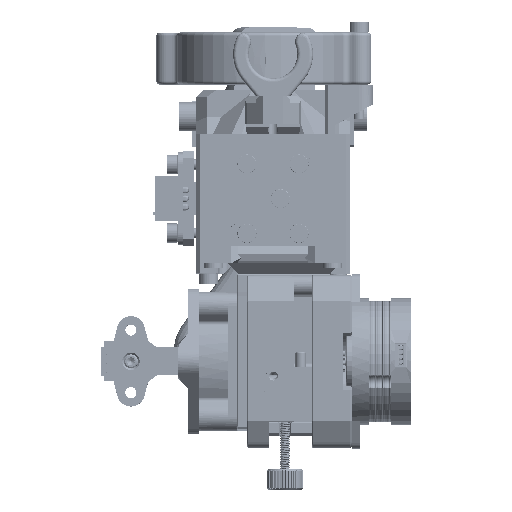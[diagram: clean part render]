
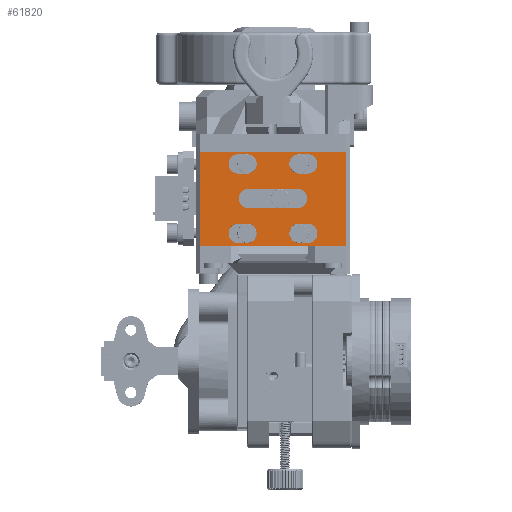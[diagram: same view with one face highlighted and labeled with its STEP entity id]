
A CAD part, top view. The second image highlights one B-rep face of the part: STEP entity #61820.
In plain terms, the highlighted planar face has unit normal (0, 0, 1).
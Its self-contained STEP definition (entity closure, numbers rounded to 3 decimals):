
#1372=FACE_BOUND('',#12953,.T.);
#1373=FACE_BOUND('',#12954,.T.);
#1374=FACE_BOUND('',#12955,.T.);
#1375=FACE_BOUND('',#12956,.T.);
#1376=FACE_BOUND('',#12957,.T.);
#1959=CIRCLE('',#66367,2.8);
#1960=CIRCLE('',#66368,2.8);
#1961=CIRCLE('',#66369,2.8);
#1962=CIRCLE('',#66370,2.8);
#1963=CIRCLE('',#66371,2.8);
#1964=CIRCLE('',#66372,2.8);
#1965=CIRCLE('',#66373,2.8);
#1966=CIRCLE('',#66374,2.8);
#1967=CIRCLE('',#66375,2.8);
#1968=CIRCLE('',#66376,2.8);
#9268=FACE_OUTER_BOUND('',#12952,.T.);
#12952=EDGE_LOOP('',(#42041,#42042,#42043,#42044));
#12953=EDGE_LOOP('',(#42045,#42046,#42047,#42048));
#12954=EDGE_LOOP('',(#42049,#42050,#42051,#42052));
#12955=EDGE_LOOP('',(#42053,#42054,#42055,#42056));
#12956=EDGE_LOOP('',(#42057,#42058,#42059,#42060));
#12957=EDGE_LOOP('',(#42061,#42062,#42063,#42064));
#16998=LINE('',#102997,#21570);
#16999=LINE('',#102999,#21571);
#17000=LINE('',#103001,#21572);
#17001=LINE('',#103002,#21573);
#17002=LINE('',#103005,#21574);
#17003=LINE('',#103009,#21575);
#17004=LINE('',#103015,#21576);
#17005=LINE('',#103018,#21577);
#17006=LINE('',#103023,#21578);
#17007=LINE('',#103026,#21579);
#17008=LINE('',#103029,#21580);
#17009=LINE('',#103033,#21581);
#17010=LINE('',#103039,#21582);
#17011=LINE('',#103042,#21583);
#21570=VECTOR('',#73405,42.1);
#21571=VECTOR('',#73406,27.);
#21572=VECTOR('',#73407,42.1);
#21573=VECTOR('',#73408,27.);
#21574=VECTOR('',#73409,2.5);
#21575=VECTOR('',#73412,2.5);
#21576=VECTOR('',#73417,2.5);
#21577=VECTOR('',#73420,2.5);
#21578=VECTOR('',#73423,14.1);
#21579=VECTOR('',#73426,14.1);
#21580=VECTOR('',#73427,2.5);
#21581=VECTOR('',#73430,2.5);
#21582=VECTOR('',#73435,2.5);
#21583=VECTOR('',#73438,2.5);
#26143=VERTEX_POINT('',#102995);
#26144=VERTEX_POINT('',#102996);
#26145=VERTEX_POINT('',#102998);
#26146=VERTEX_POINT('',#103000);
#26147=VERTEX_POINT('',#103003);
#26148=VERTEX_POINT('',#103004);
#26149=VERTEX_POINT('',#103006);
#26150=VERTEX_POINT('',#103008);
#26151=VERTEX_POINT('',#103011);
#26152=VERTEX_POINT('',#103012);
#26153=VERTEX_POINT('',#103014);
#26154=VERTEX_POINT('',#103016);
#26155=VERTEX_POINT('',#103019);
#26156=VERTEX_POINT('',#103020);
#26157=VERTEX_POINT('',#103022);
#26158=VERTEX_POINT('',#103024);
#26159=VERTEX_POINT('',#103027);
#26160=VERTEX_POINT('',#103028);
#26161=VERTEX_POINT('',#103030);
#26162=VERTEX_POINT('',#103032);
#26163=VERTEX_POINT('',#103035);
#26164=VERTEX_POINT('',#103036);
#26165=VERTEX_POINT('',#103038);
#26166=VERTEX_POINT('',#103040);
#32266=EDGE_CURVE('',#26143,#26144,#16998,.T.);
#32267=EDGE_CURVE('',#26145,#26143,#16999,.T.);
#32268=EDGE_CURVE('',#26145,#26146,#17000,.T.);
#32269=EDGE_CURVE('',#26146,#26144,#17001,.T.);
#32270=EDGE_CURVE('',#26147,#26148,#17002,.T.);
#32271=EDGE_CURVE('',#26148,#26149,#1959,.T.);
#32272=EDGE_CURVE('',#26150,#26149,#17003,.T.);
#32273=EDGE_CURVE('',#26150,#26147,#1960,.T.);
#32274=EDGE_CURVE('',#26151,#26152,#1961,.T.);
#32275=EDGE_CURVE('',#26151,#26153,#17004,.T.);
#32276=EDGE_CURVE('',#26154,#26153,#1962,.T.);
#32277=EDGE_CURVE('',#26152,#26154,#17005,.T.);
#32278=EDGE_CURVE('',#26155,#26156,#1963,.T.);
#32279=EDGE_CURVE('',#26157,#26155,#17006,.T.);
#32280=EDGE_CURVE('',#26157,#26158,#1964,.T.);
#32281=EDGE_CURVE('',#26158,#26156,#17007,.T.);
#32282=EDGE_CURVE('',#26159,#26160,#17008,.T.);
#32283=EDGE_CURVE('',#26161,#26159,#1965,.T.);
#32284=EDGE_CURVE('',#26161,#26162,#17009,.T.);
#32285=EDGE_CURVE('',#26160,#26162,#1966,.T.);
#32286=EDGE_CURVE('',#26163,#26164,#1967,.T.);
#32287=EDGE_CURVE('',#26164,#26165,#17010,.T.);
#32288=EDGE_CURVE('',#26165,#26166,#1968,.T.);
#32289=EDGE_CURVE('',#26163,#26166,#17011,.T.);
#42041=ORIENTED_EDGE('',*,*,#32266,.F.);
#42042=ORIENTED_EDGE('',*,*,#32267,.F.);
#42043=ORIENTED_EDGE('',*,*,#32268,.T.);
#42044=ORIENTED_EDGE('',*,*,#32269,.T.);
#42045=ORIENTED_EDGE('',*,*,#32270,.T.);
#42046=ORIENTED_EDGE('',*,*,#32271,.T.);
#42047=ORIENTED_EDGE('',*,*,#32272,.F.);
#42048=ORIENTED_EDGE('',*,*,#32273,.T.);
#42049=ORIENTED_EDGE('',*,*,#32274,.F.);
#42050=ORIENTED_EDGE('',*,*,#32275,.T.);
#42051=ORIENTED_EDGE('',*,*,#32276,.F.);
#42052=ORIENTED_EDGE('',*,*,#32277,.F.);
#42053=ORIENTED_EDGE('',*,*,#32278,.F.);
#42054=ORIENTED_EDGE('',*,*,#32279,.F.);
#42055=ORIENTED_EDGE('',*,*,#32280,.T.);
#42056=ORIENTED_EDGE('',*,*,#32281,.T.);
#42057=ORIENTED_EDGE('',*,*,#32282,.F.);
#42058=ORIENTED_EDGE('',*,*,#32283,.F.);
#42059=ORIENTED_EDGE('',*,*,#32284,.T.);
#42060=ORIENTED_EDGE('',*,*,#32285,.F.);
#42061=ORIENTED_EDGE('',*,*,#32286,.T.);
#42062=ORIENTED_EDGE('',*,*,#32287,.T.);
#42063=ORIENTED_EDGE('',*,*,#32288,.T.);
#42064=ORIENTED_EDGE('',*,*,#32289,.F.);
#60038=PLANE('',#66366);
#61820=ADVANCED_FACE('',(#9268,#1372,#1373,#1374,#1375,#1376),#60038,.T.);
#66366=AXIS2_PLACEMENT_3D('',#102994,#73403,#73404);
#66367=AXIS2_PLACEMENT_3D('',#103007,#73410,#73411);
#66368=AXIS2_PLACEMENT_3D('',#103010,#73413,#73414);
#66369=AXIS2_PLACEMENT_3D('',#103013,#73415,#73416);
#66370=AXIS2_PLACEMENT_3D('',#103017,#73418,#73419);
#66371=AXIS2_PLACEMENT_3D('',#103021,#73421,#73422);
#66372=AXIS2_PLACEMENT_3D('',#103025,#73424,#73425);
#66373=AXIS2_PLACEMENT_3D('',#103031,#73428,#73429);
#66374=AXIS2_PLACEMENT_3D('',#103034,#73431,#73432);
#66375=AXIS2_PLACEMENT_3D('',#103037,#73433,#73434);
#66376=AXIS2_PLACEMENT_3D('',#103041,#73436,#73437);
#73403=DIRECTION('center_axis',(0.,0.,1.));
#73404=DIRECTION('ref_axis',(1.,0.,0.));
#73405=DIRECTION('',(-1.,0.,0.));
#73406=DIRECTION('',(0.,-1.,0.));
#73407=DIRECTION('',(-1.,0.,0.));
#73408=DIRECTION('',(0.,-1.,0.));
#73409=DIRECTION('',(1.,0.,0.));
#73410=DIRECTION('center_axis',(0.,0.,-1.));
#73411=DIRECTION('ref_axis',(-1.,0.,0.));
#73412=DIRECTION('',(1.,0.,0.));
#73413=DIRECTION('center_axis',(0.,0.,-1.));
#73414=DIRECTION('ref_axis',(-1.,0.,0.));
#73415=DIRECTION('center_axis',(0.,0.,1.));
#73416=DIRECTION('ref_axis',(-1.,0.,0.));
#73417=DIRECTION('',(1.,0.,0.));
#73418=DIRECTION('center_axis',(0.,0.,1.));
#73419=DIRECTION('ref_axis',(-1.,0.,0.));
#73420=DIRECTION('',(1.,0.,0.));
#73421=DIRECTION('center_axis',(0.,0.,1.));
#73422=DIRECTION('ref_axis',(-1.,0.,0.));
#73423=DIRECTION('',(1.,0.,0.));
#73424=DIRECTION('center_axis',(0.,0.,-1.));
#73425=DIRECTION('ref_axis',(1.,0.,0.));
#73426=DIRECTION('',(1.,0.,0.));
#73427=DIRECTION('',(-1.,0.,0.));
#73428=DIRECTION('center_axis',(0.,0.,1.));
#73429=DIRECTION('ref_axis',(1.,0.,0.));
#73430=DIRECTION('',(-1.,0.,0.));
#73431=DIRECTION('center_axis',(0.,0.,1.));
#73432=DIRECTION('ref_axis',(1.,0.,0.));
#73433=DIRECTION('center_axis',(0.,0.,-1.));
#73434=DIRECTION('ref_axis',(1.,0.,0.));
#73435=DIRECTION('',(-1.,0.,0.));
#73436=DIRECTION('center_axis',(0.,0.,-1.));
#73437=DIRECTION('ref_axis',(1.,0.,0.));
#73438=DIRECTION('',(-1.,0.,0.));
#102994=CARTESIAN_POINT('Origin',(0.,0.,13.));
#102995=CARTESIAN_POINT('',(21.05,-13.5,13.));
#102996=CARTESIAN_POINT('',(-21.05,-13.5,13.));
#102997=CARTESIAN_POINT('',(21.05,-13.5,13.));
#102998=CARTESIAN_POINT('',(21.05,13.5,13.));
#102999=CARTESIAN_POINT('',(21.05,13.5,13.));
#103000=CARTESIAN_POINT('',(-21.05,13.5,13.));
#103001=CARTESIAN_POINT('',(21.05,13.5,13.));
#103002=CARTESIAN_POINT('',(-21.05,13.5,13.));
#103003=CARTESIAN_POINT('',(7.5,-7.2,13.));
#103004=CARTESIAN_POINT('',(10.,-7.2,13.));
#103005=CARTESIAN_POINT('',(7.5,-7.2,13.));
#103006=CARTESIAN_POINT('',(10.,-12.8,13.));
#103007=CARTESIAN_POINT('Origin',(10.,-10.,13.));
#103008=CARTESIAN_POINT('',(7.5,-12.8,13.));
#103009=CARTESIAN_POINT('',(7.5,-12.8,13.));
#103010=CARTESIAN_POINT('Origin',(7.5,-10.,13.));
#103011=CARTESIAN_POINT('',(7.5,12.8,13.));
#103012=CARTESIAN_POINT('',(7.5,7.2,13.));
#103013=CARTESIAN_POINT('Origin',(7.5,10.,13.));
#103014=CARTESIAN_POINT('',(10.,12.8,13.));
#103015=CARTESIAN_POINT('',(7.5,12.8,13.));
#103016=CARTESIAN_POINT('',(10.,7.2,13.));
#103017=CARTESIAN_POINT('Origin',(10.,10.,13.));
#103018=CARTESIAN_POINT('',(7.5,7.2,13.));
#103019=CARTESIAN_POINT('',(7.05,-2.8,13.));
#103020=CARTESIAN_POINT('',(7.05,2.8,13.));
#103021=CARTESIAN_POINT('Origin',(7.05,0.,13.));
#103022=CARTESIAN_POINT('',(-7.05,-2.8,13.));
#103023=CARTESIAN_POINT('',(-7.05,-2.8,13.));
#103024=CARTESIAN_POINT('',(-7.05,2.8,13.));
#103025=CARTESIAN_POINT('Origin',(-7.05,0.,13.));
#103026=CARTESIAN_POINT('',(-7.05,2.8,13.));
#103027=CARTESIAN_POINT('',(-7.5,-7.2,13.));
#103028=CARTESIAN_POINT('',(-10.,-7.2,13.));
#103029=CARTESIAN_POINT('',(-7.5,-7.2,13.));
#103030=CARTESIAN_POINT('',(-7.5,-12.8,13.));
#103031=CARTESIAN_POINT('Origin',(-7.5,-10.,13.));
#103032=CARTESIAN_POINT('',(-10.,-12.8,13.));
#103033=CARTESIAN_POINT('',(-7.5,-12.8,13.));
#103034=CARTESIAN_POINT('Origin',(-10.,-10.,13.));
#103035=CARTESIAN_POINT('',(-7.5,12.8,13.));
#103036=CARTESIAN_POINT('',(-7.5,7.2,13.));
#103037=CARTESIAN_POINT('Origin',(-7.5,10.,13.));
#103038=CARTESIAN_POINT('',(-10.,7.2,13.));
#103039=CARTESIAN_POINT('',(-7.5,7.2,13.));
#103040=CARTESIAN_POINT('',(-10.,12.8,13.));
#103041=CARTESIAN_POINT('Origin',(-10.,10.,13.));
#103042=CARTESIAN_POINT('',(-7.5,12.8,13.));
